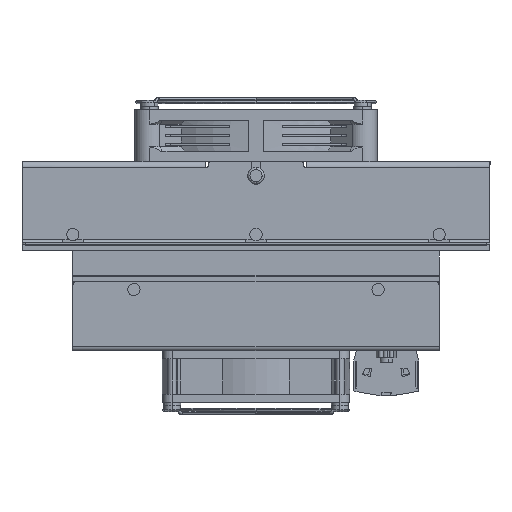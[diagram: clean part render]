
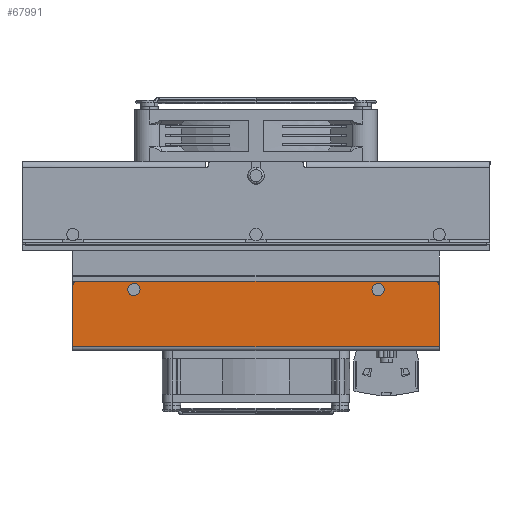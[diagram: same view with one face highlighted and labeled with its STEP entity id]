
A CAD part, left-side view. The second image highlights one B-rep face of the part: STEP entity #67991.
In plain terms, the highlighted planar face has unit normal (-1, 0, 0).
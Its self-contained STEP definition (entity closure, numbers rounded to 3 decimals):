
#521 = CARTESIAN_POINT ( 'NONE',  ( -51., -57.326, -31.359 ) ) ;
#806 = VERTEX_POINT ( 'NONE', #79758 ) ;
#885 = LINE ( 'NONE', #86267, #37095 ) ;
#894 = ORIENTED_EDGE ( 'NONE', *, *, #42699, .T. ) ;
#2986 = FACE_BOUND ( 'NONE', #36188, .T. ) ;
#3283 = VERTEX_POINT ( 'NONE', #96460 ) ;
#4654 = CARTESIAN_POINT ( 'NONE',  ( -51., -62.674, -28.641 ) ) ;
#5313 = CARTESIAN_POINT ( 'NONE',  ( -51., 88., -28. ) ) ;
#6337 = DIRECTION ( 'NONE',  ( 0., 0., 1. ) ) ;
#8778 = DIRECTION ( 'NONE',  ( 0., -1., 0. ) ) ;
#9216 = VERTEX_POINT ( 'NONE', #63973 ) ;
#9560 = CARTESIAN_POINT ( 'NONE',  ( -51., -90., -59. ) ) ;
#12160 = EDGE_LOOP ( 'NONE', ( #79532, #23371 ) ) ;
#12824 = LINE ( 'NONE', #66735, #98313 ) ;
#13128 = AXIS2_PLACEMENT_3D ( 'NONE', #70371, #20738, #78689 ) ;
#13658 = DIRECTION ( 'NONE',  ( 0., 0., -1. ) ) ;
#15698 = CIRCLE ( 'NONE', #65414, 3. ) ;
#18044 = EDGE_CURVE ( 'NONE', #9216, #76434, #56388, .T. ) ;
#19117 = EDGE_CURVE ( 'NONE', #38800, #3283, #75619, .T. ) ;
#19829 = AXIS2_PLACEMENT_3D ( 'NONE', #29304, #87188, #37603 ) ;
#20069 = ORIENTED_EDGE ( 'NONE', *, *, #18044, .T. ) ;
#20738 = DIRECTION ( 'NONE',  ( -1., 0., 0. ) ) ;
#21195 = DIRECTION ( 'NONE',  ( -1., 0., 0. ) ) ;
#23253 = CARTESIAN_POINT ( 'NONE',  ( -51., -88., -28. ) ) ;
#23371 = ORIENTED_EDGE ( 'NONE', *, *, #69266, .F. ) ;
#25066 = CARTESIAN_POINT ( 'NONE',  ( -51., 0., -60. ) ) ;
#26625 = EDGE_CURVE ( 'NONE', #9216, #3283, #12824, .T. ) ;
#28824 = VERTEX_POINT ( 'NONE', #63478 ) ;
#29018 = VERTEX_POINT ( 'NONE', #57686 ) ;
#29304 = CARTESIAN_POINT ( 'NONE',  ( -51., -60., -30. ) ) ;
#31202 = CARTESIAN_POINT ( 'NONE',  ( -51., -90., -28. ) ) ;
#31504 = DIRECTION ( 'NONE',  ( 0., 0., -1. ) ) ;
#32289 = VECTOR ( 'NONE', #59247, 1000. ) ;
#36188 = EDGE_LOOP ( 'NONE', ( #86339, #103886 ) ) ;
#37095 = VECTOR ( 'NONE', #94550, 1000. ) ;
#37603 = DIRECTION ( 'NONE',  ( 0., 0., 1. ) ) ;
#38800 = VERTEX_POINT ( 'NONE', #31202 ) ;
#39261 = EDGE_CURVE ( 'NONE', #51616, #47783, #71528, .T. ) ;
#40832 = EDGE_CURVE ( 'NONE', #47783, #51616, #68652, .T. ) ;
#41673 = PLANE ( 'NONE',  #73688 ) ;
#42699 = EDGE_CURVE ( 'NONE', #29018, #806, #885, .T. ) ;
#44430 = FACE_BOUND ( 'NONE', #12160, .T. ) ;
#46708 = CARTESIAN_POINT ( 'NONE',  ( -51., 90., -26. ) ) ;
#47783 = VERTEX_POINT ( 'NONE', #521 ) ;
#49169 = ORIENTED_EDGE ( 'NONE', *, *, #26625, .F. ) ;
#50056 = DIRECTION ( 'NONE',  ( 0., 0., -1. ) ) ;
#51616 = VERTEX_POINT ( 'NONE', #4654 ) ;
#51742 = LINE ( 'NONE', #9560, #32289 ) ;
#52238 = FACE_OUTER_BOUND ( 'NONE', #95193, .T. ) ;
#53903 = ORIENTED_EDGE ( 'NONE', *, *, #83895, .F. ) ;
#54842 = AXIS2_PLACEMENT_3D ( 'NONE', #5313, #63292, #13658 ) ;
#55962 = DIRECTION ( 'NONE',  ( -1., 0., 0. ) ) ;
#56388 = CIRCLE ( 'NONE', #54842, 2. ) ;
#56933 = CARTESIAN_POINT ( 'NONE',  ( -51., 90., -28. ) ) ;
#57686 = CARTESIAN_POINT ( 'NONE',  ( -51., 90., -58. ) ) ;
#57752 = ORIENTED_EDGE ( 'NONE', *, *, #91916, .F. ) ;
#59247 = DIRECTION ( 'NONE',  ( 0., 0., -1. ) ) ;
#63292 = DIRECTION ( 'NONE',  ( -1., 0., 0. ) ) ;
#63478 = CARTESIAN_POINT ( 'NONE',  ( -51., 58.859, -27.225 ) ) ;
#63973 = CARTESIAN_POINT ( 'NONE',  ( -51., 88., -26. ) ) ;
#64376 = VECTOR ( 'NONE', #96244, 1000. ) ;
#65414 = AXIS2_PLACEMENT_3D ( 'NONE', #105522, #55962, #6337 ) ;
#66735 = CARTESIAN_POINT ( 'NONE',  ( -51., -90., -26. ) ) ;
#66968 = LINE ( 'NONE', #46708, #64376 ) ;
#67991 = ADVANCED_FACE ( 'NONE', ( #44430, #2986, #52238 ), #41673, .T. ) ;
#68652 = CIRCLE ( 'NONE', #98310, 3. ) ;
#69266 = EDGE_CURVE ( 'NONE', #90894, #28824, #15698, .T. ) ;
#70371 = CARTESIAN_POINT ( 'NONE',  ( -51., 60., -30. ) ) ;
#70842 = CARTESIAN_POINT ( 'NONE',  ( -51., -60., -30. ) ) ;
#71528 = CIRCLE ( 'NONE', #19829, 3. ) ;
#73688 = AXIS2_PLACEMENT_3D ( 'NONE', #25066, #99604, #50056 ) ;
#75619 = CIRCLE ( 'NONE', #85447, 2. ) ;
#76434 = VERTEX_POINT ( 'NONE', #56933 ) ;
#77549 = CIRCLE ( 'NONE', #13128, 3. ) ;
#78689 = DIRECTION ( 'NONE',  ( 0., 0., 1. ) ) ;
#79129 = DIRECTION ( 'NONE',  ( 0., 0., 1. ) ) ;
#79532 = ORIENTED_EDGE ( 'NONE', *, *, #90785, .F. ) ;
#79758 = CARTESIAN_POINT ( 'NONE',  ( -51., -90., -58. ) ) ;
#81161 = DIRECTION ( 'NONE',  ( -1., 0., 0. ) ) ;
#83895 = EDGE_CURVE ( 'NONE', #38800, #806, #51742, .T. ) ;
#85447 = AXIS2_PLACEMENT_3D ( 'NONE', #23253, #81161, #31504 ) ;
#86267 = CARTESIAN_POINT ( 'NONE',  ( -51., 0., -58. ) ) ;
#86339 = ORIENTED_EDGE ( 'NONE', *, *, #39261, .F. ) ;
#87188 = DIRECTION ( 'NONE',  ( -1., 0., 0. ) ) ;
#88032 = CARTESIAN_POINT ( 'NONE',  ( -51., 61.141, -32.775 ) ) ;
#90785 = EDGE_CURVE ( 'NONE', #28824, #90894, #77549, .T. ) ;
#90894 = VERTEX_POINT ( 'NONE', #88032 ) ;
#91916 = EDGE_CURVE ( 'NONE', #29018, #76434, #66968, .T. ) ;
#94550 = DIRECTION ( 'NONE',  ( 0., -1., 0. ) ) ;
#95193 = EDGE_LOOP ( 'NONE', ( #49169, #20069, #57752, #894, #53903, #103591 ) ) ;
#96244 = DIRECTION ( 'NONE',  ( 0., 0., 1. ) ) ;
#96460 = CARTESIAN_POINT ( 'NONE',  ( -51., -88., -26. ) ) ;
#98310 = AXIS2_PLACEMENT_3D ( 'NONE', #70842, #21195, #79129 ) ;
#98313 = VECTOR ( 'NONE', #8778, 1000. ) ;
#99604 = DIRECTION ( 'NONE',  ( -1., 0., 0. ) ) ;
#103591 = ORIENTED_EDGE ( 'NONE', *, *, #19117, .T. ) ;
#103886 = ORIENTED_EDGE ( 'NONE', *, *, #40832, .F. ) ;
#105522 = CARTESIAN_POINT ( 'NONE',  ( -51., 60., -30. ) ) ;
